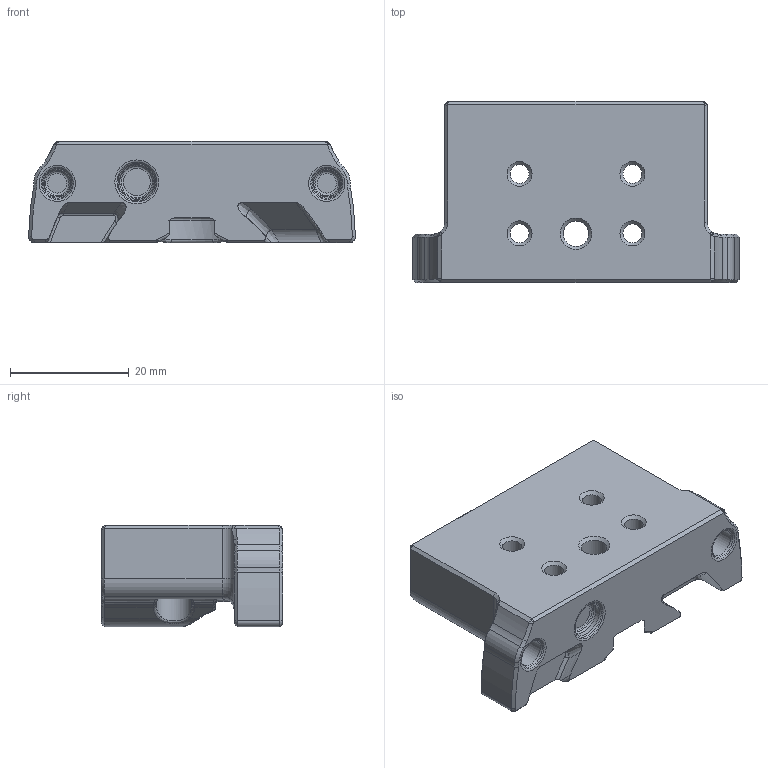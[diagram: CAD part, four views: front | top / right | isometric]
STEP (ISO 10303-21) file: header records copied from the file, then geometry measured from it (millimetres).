
FILE_DESCRIPTION(/* description */ (''),/* implementation_level */ '2;1');
FILE_NAME(/* name */ 'LGX_LITE_One_Piece_Mount_AB.step',/* time_stamp */ '2022-01-10T23:04:27+01:00',/* author */ (''),/* organization */ (''),/* preprocessor_version */ 'ST-DEVELOPER v18.1',/* originating_system */ 'Autodesk Translation Framework v10.10.0.1391',/* authorisation */ '');
FILE_SCHEMA (('AUTOMOTIVE_DESIGN { 1 0 10303 214 3 1 1 }'));
Length unit declared in the file: millimetre
Products named in the file (1): LGX_LITE_One_Piece_Mount_AB
Bounding box: 55.02 x 30.5 x 17.1 mm (x, y, z)
Volume: 17870.1 mm3; surface area: 6715.5 mm2
Topology: 1 solids, 1 shells, 300 faces, 751 edges, 450 vertices
Faces by surface type: cylinder 76, bspline 70, cone 68, plane 50, torus 34, sphere 2
Full cylindrical faces by diameter (mm): 3.2 x4, 4.3 x1, 4.7 x4, 6 x5
Entity records: 11283 total; most frequent: CARTESIAN_POINT 4376, ORIENTED_EDGE 1486, DIRECTION 1401, EDGE_CURVE 743, AXIS2_PLACEMENT_3D 591, VERTEX_POINT 450, EDGE_LOOP 315, FACE_OUTER_BOUND 300
